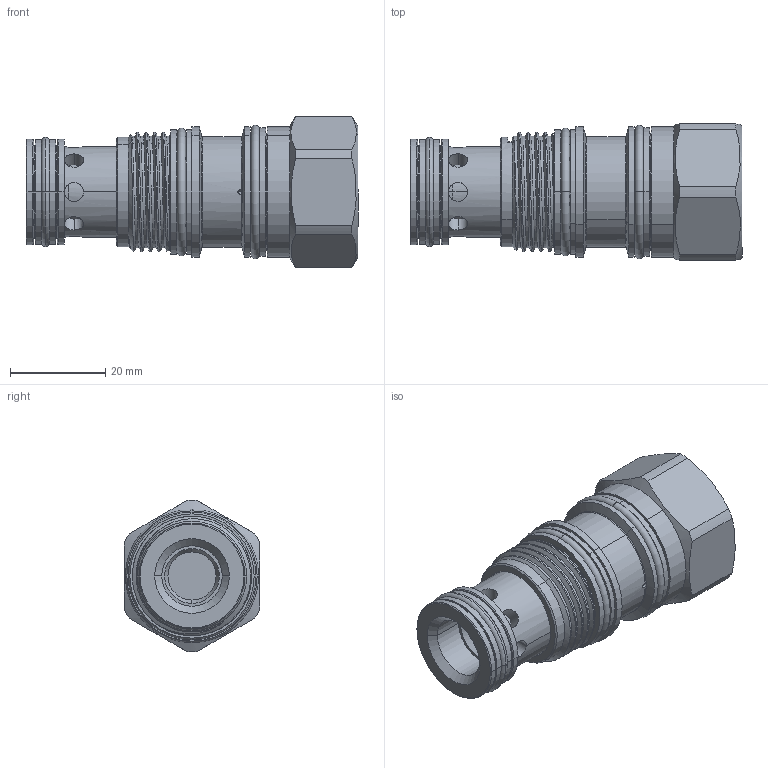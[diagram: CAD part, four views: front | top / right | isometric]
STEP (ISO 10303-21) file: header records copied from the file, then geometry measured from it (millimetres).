
FILE_DESCRIPTION (( 'STEP AP203' ), '1' );
FILE_NAME ('LR2A30-N.STEP', '2016-06-06T05:29:07', ( '' ), ( '' ), 'SwSTEP 2.0', 'SolidWorks 2012', '' );
FILE_SCHEMA (( 'CONFIG_CONTROL_DESIGN' ));
Length unit declared in the file: millimetre
Products named in the file (1): LR2A30-N
Bounding box: 69.8 x 28.57 x 31.79 mm (x, y, z)
Volume: 32692.6 mm3; surface area: 10803 mm2
Topology: 4 solids, 4 shells, 199 faces, 470 edges, 298 vertices
Faces by surface type: cylinder 112, plane 37, torus 25, cone 23, bspline 2
Entity records: 7381 total; most frequent: CARTESIAN_POINT 2805, DIRECTION 956, ORIENTED_EDGE 940, EDGE_CURVE 470, AXIS2_PLACEMENT_3D 408, VERTEX_POINT 298, EDGE_LOOP 224, CIRCLE 210
